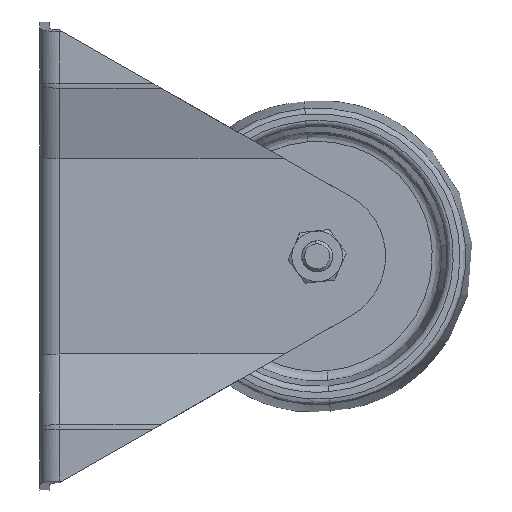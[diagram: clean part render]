
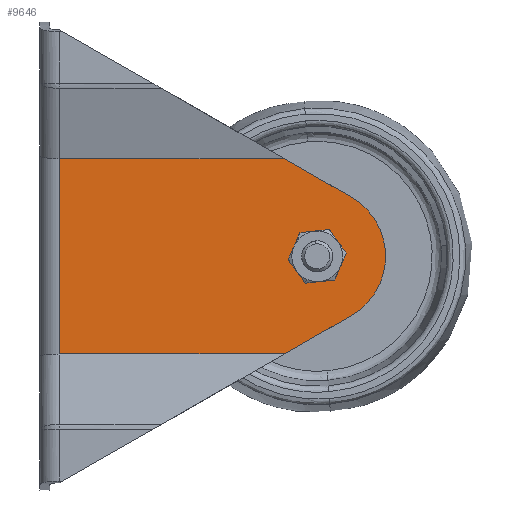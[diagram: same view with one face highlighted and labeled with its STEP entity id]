
A CAD part, left-side view. The second image highlights one B-rep face of the part: STEP entity #9646.
In plain terms, the highlighted face is planar.
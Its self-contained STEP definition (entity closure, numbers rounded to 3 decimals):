
#1450 = ORIENTED_EDGE ( 'NONE', *, *, #23956, .T. ) ;
#1887 = PLANE ( 'NONE',  #11872 ) ;
#2254 = DIRECTION ( 'NONE',  ( -0.497, 0., 0.868 ) ) ;
#4204 = DIRECTION ( 'NONE',  ( 0., -1., 0. ) ) ;
#4425 = CARTESIAN_POINT ( 'NONE',  ( 25., -21., 130. ) ) ;
#4706 = DIRECTION ( 'NONE',  ( 1., 0., 0. ) ) ;
#4799 = AXIS2_PLACEMENT_3D ( 'NONE', #5026, #24883, #7885 ) ;
#5026 = CARTESIAN_POINT ( 'NONE',  ( 0., -21., 71. ) ) ;
#5084 = CARTESIAN_POINT ( 'NONE',  ( -10.265, -21., 124.119 ) ) ;
#5086 = FACE_BOUND ( 'NONE', #34647, .T. ) ;
#6292 = EDGE_CURVE ( 'NONE', #31982, #16963, #25746, .T. ) ;
#7885 = DIRECTION ( 'NONE',  ( 1., 0., 0. ) ) ;
#8410 = ORIENTED_EDGE ( 'NONE', *, *, #10280, .T. ) ;
#8964 = CARTESIAN_POINT ( 'NONE',  ( 0., -21., 71. ) ) ;
#9063 = VECTOR ( 'NONE', #27140, 1000. ) ;
#9480 = DIRECTION ( 'NONE',  ( 0., 0., -1. ) ) ;
#9646 = ADVANCED_FACE ( 'NONE', ( #5086, #21066 ), #1887, .T. ) ;
#10280 = EDGE_CURVE ( 'NONE', #17378, #31895, #15672, .T. ) ;
#11792 = DIRECTION ( 'NONE',  ( 1., 0., 0. ) ) ;
#11872 = AXIS2_PLACEMENT_3D ( 'NONE', #24313, #21739, #4706 ) ;
#12155 = ORIENTED_EDGE ( 'NONE', *, *, #14851, .T. ) ;
#13960 = LINE ( 'NONE', #5084, #29081 ) ;
#14851 = EDGE_CURVE ( 'NONE', #26281, #31036, #13960, .T. ) ;
#15128 = EDGE_CURVE ( 'NONE', #26281, #19864, #16610, .T. ) ;
#15421 = CIRCLE ( 'NONE', #32334, 4.25 ) ;
#15472 = VECTOR ( 'NONE', #33197, 1000. ) ;
#15672 = LINE ( 'NONE', #29364, #16592 ) ;
#16178 = CARTESIAN_POINT ( 'NONE',  ( 25., -21., 5. ) ) ;
#16379 = LINE ( 'NONE', #16178, #15472 ) ;
#16592 = VECTOR ( 'NONE', #9480, 1000. ) ;
#16610 = LINE ( 'NONE', #4425, #9063 ) ;
#16963 = VERTEX_POINT ( 'NONE', #31481 ) ;
#17378 = VERTEX_POINT ( 'NONE', #21502 ) ;
#19864 = VERTEX_POINT ( 'NONE', #31707 ) ;
#20266 = DIRECTION ( 'NONE',  ( 0.497, 0., 0.868 ) ) ;
#20580 = ORIENTED_EDGE ( 'NONE', *, *, #6292, .F. ) ;
#20798 = ORIENTED_EDGE ( 'NONE', *, *, #32841, .F. ) ;
#21066 = FACE_OUTER_BOUND ( 'NONE', #27583, .T. ) ;
#21196 = CARTESIAN_POINT ( 'NONE',  ( 0., -21., 71. ) ) ;
#21502 = CARTESIAN_POINT ( 'NONE',  ( -25., -21., 62.568 ) ) ;
#21739 = DIRECTION ( 'NONE',  ( 0., -1., 0. ) ) ;
#22108 = CARTESIAN_POINT ( 'NONE',  ( 15.184, -21., 79.7 ) ) ;
#22277 = ORIENTED_EDGE ( 'NONE', *, *, #15128, .F. ) ;
#22500 = AXIS2_PLACEMENT_3D ( 'NONE', #21196, #4204, #24045 ) ;
#23956 = EDGE_CURVE ( 'NONE', #31036, #25264, #25336, .T. ) ;
#24045 = DIRECTION ( 'NONE',  ( 1., 0., 0. ) ) ;
#24313 = CARTESIAN_POINT ( 'NONE',  ( 0., -21., 130. ) ) ;
#24569 = EDGE_CURVE ( 'NONE', #31895, #19864, #16379, .T. ) ;
#24883 = DIRECTION ( 'NONE',  ( 0., -1., 0. ) ) ;
#25264 = VERTEX_POINT ( 'NONE', #33640 ) ;
#25336 = CIRCLE ( 'NONE', #4799, 17.5 ) ;
#25746 = CIRCLE ( 'NONE', #22500, 4.25 ) ;
#25843 = CARTESIAN_POINT ( 'NONE',  ( 10.265, -21., 124.119 ) ) ;
#26042 = ORIENTED_EDGE ( 'NONE', *, *, #24569, .T. ) ;
#26281 = VERTEX_POINT ( 'NONE', #34412 ) ;
#27140 = DIRECTION ( 'NONE',  ( 0., 0., -1. ) ) ;
#27583 = EDGE_LOOP ( 'NONE', ( #12155, #1450, #20798, #8410, #26042, #22277 ) ) ;
#28829 = DIRECTION ( 'NONE',  ( 0., -1., 0. ) ) ;
#29081 = VECTOR ( 'NONE', #2254, 1000. ) ;
#29364 = CARTESIAN_POINT ( 'NONE',  ( -25., -21., 130. ) ) ;
#29451 = CARTESIAN_POINT ( 'NONE',  ( -25., -21., 5. ) ) ;
#29627 = EDGE_CURVE ( 'NONE', #16963, #31982, #15421, .T. ) ;
#31036 = VERTEX_POINT ( 'NONE', #22108 ) ;
#31481 = CARTESIAN_POINT ( 'NONE',  ( 0., -21., 75.25 ) ) ;
#31707 = CARTESIAN_POINT ( 'NONE',  ( 25., -21., 5. ) ) ;
#31895 = VERTEX_POINT ( 'NONE', #29451 ) ;
#31982 = VERTEX_POINT ( 'NONE', #35864 ) ;
#32118 = VECTOR ( 'NONE', #20266, 1000. ) ;
#32334 = AXIS2_PLACEMENT_3D ( 'NONE', #8964, #28829, #11792 ) ;
#32841 = EDGE_CURVE ( 'NONE', #17378, #25264, #33885, .T. ) ;
#33197 = DIRECTION ( 'NONE',  ( 1., 0., 0. ) ) ;
#33230 = ORIENTED_EDGE ( 'NONE', *, *, #29627, .F. ) ;
#33640 = CARTESIAN_POINT ( 'NONE',  ( -15.184, -21., 79.7 ) ) ;
#33885 = LINE ( 'NONE', #25843, #32118 ) ;
#34412 = CARTESIAN_POINT ( 'NONE',  ( 25., -21., 62.568 ) ) ;
#34647 = EDGE_LOOP ( 'NONE', ( #33230, #20580 ) ) ;
#35864 = CARTESIAN_POINT ( 'NONE',  ( 0., -21., 66.75 ) ) ;
